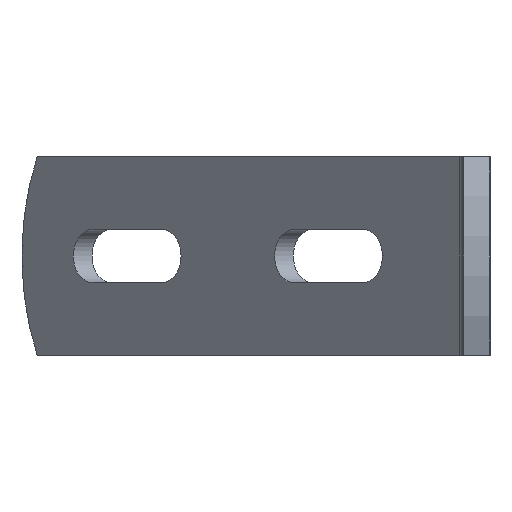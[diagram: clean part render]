
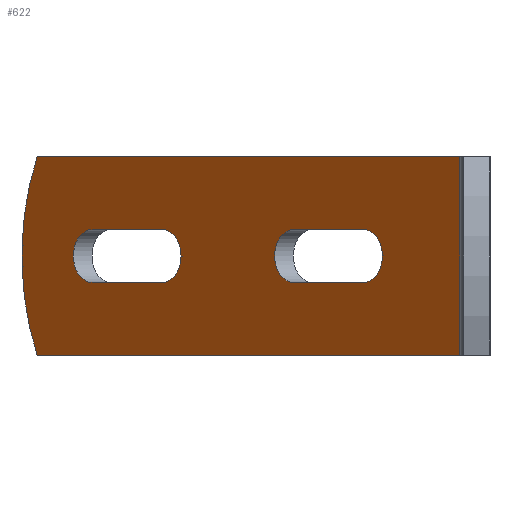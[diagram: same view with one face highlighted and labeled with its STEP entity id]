
A CAD part, left-side view. The second image highlights one B-rep face of the part: STEP entity #622.
In plain terms, the highlighted planar face has unit normal (-0.707, 0.707, 0).
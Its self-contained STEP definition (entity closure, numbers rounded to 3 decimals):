
#6 = CIRCLE ( 'NONE', #454, 4. ) ;
#10 = CARTESIAN_POINT ( 'NONE',  ( 61.505, 70.677, -15. ) ) ;
#21 = AXIS2_PLACEMENT_3D ( 'NONE', #407, #926, #711 ) ;
#36 = DIRECTION ( 'NONE',  ( -0.707, -0.707, 0. ) ) ;
#40 = EDGE_CURVE ( 'NONE', #41, #215, #188, .T. ) ;
#41 = VERTEX_POINT ( 'NONE', #223 ) ;
#56 = AXIS2_PLACEMENT_3D ( 'NONE', #857, #204, #196 ) ;
#61 = CARTESIAN_POINT ( 'NONE',  ( 40.315, 49.487, 0. ) ) ;
#67 = ORIENTED_EDGE ( 'NONE', *, *, #650, .F. ) ;
#77 = DIRECTION ( 'NONE',  ( -0.707, -0.707, 0. ) ) ;
#79 = EDGE_CURVE ( 'NONE', #700, #646, #382, .T. ) ;
#85 = DIRECTION ( 'NONE',  ( -0.707, -0.707, 0. ) ) ;
#88 = VERTEX_POINT ( 'NONE', #587 ) ;
#94 = ORIENTED_EDGE ( 'NONE', *, *, #476, .F. ) ;
#102 = CARTESIAN_POINT ( 'NONE',  ( 40.315, 49.487, -4. ) ) ;
#113 = VECTOR ( 'NONE', #591, 1000. ) ;
#114 = LINE ( 'NONE', #177, #185 ) ;
#117 = VERTEX_POINT ( 'NONE', #475 ) ;
#122 = CARTESIAN_POINT ( 'NONE',  ( 9.91, 19.081, 4. ) ) ;
#127 = FACE_BOUND ( 'NONE', #805, .T. ) ;
#136 = FACE_BOUND ( 'NONE', #503, .T. ) ;
#140 = CARTESIAN_POINT ( 'NONE',  ( -4.586, 4.586, 4. ) ) ;
#144 = ORIENTED_EDGE ( 'NONE', *, *, #79, .F. ) ;
#145 = LINE ( 'NONE', #10, #417 ) ;
#154 = ORIENTED_EDGE ( 'NONE', *, *, #236, .F. ) ;
#176 = ORIENTED_EDGE ( 'NONE', *, *, #888, .F. ) ;
#177 = CARTESIAN_POINT ( 'NONE',  ( -4.586, 4.586, 15. ) ) ;
#185 = VECTOR ( 'NONE', #36, 1000. ) ;
#186 = CARTESIAN_POINT ( 'NONE',  ( -4.586, 4.586, -4. ) ) ;
#188 = CIRCLE ( 'NONE', #626, 35.88 ) ;
#195 = VERTEX_POINT ( 'NONE', #712 ) ;
#196 = DIRECTION ( 'NONE',  ( -0.707, -0.707, 0. ) ) ;
#199 = DIRECTION ( 'NONE',  ( -0.707, -0.707, 0. ) ) ;
#200 = CARTESIAN_POINT ( 'NONE',  ( 50.922, 60.094, 4. ) ) ;
#203 = CIRCLE ( 'NONE', #903, 35.88 ) ;
#204 = DIRECTION ( 'NONE',  ( -0.707, 0.707, 0. ) ) ;
#215 = VERTEX_POINT ( 'NONE', #708 ) ;
#220 = CARTESIAN_POINT ( 'NONE',  ( 9.91, 19.081, 0. ) ) ;
#223 = CARTESIAN_POINT ( 'NONE',  ( 61.505, 70.677, 1.534 ) ) ;
#232 = VERTEX_POINT ( 'NONE', #200 ) ;
#233 = CARTESIAN_POINT ( 'NONE',  ( -4.586, 4.586, -15. ) ) ;
#236 = EDGE_CURVE ( 'NONE', #498, #523, #203, .T. ) ;
#240 = DIRECTION ( 'NONE',  ( -0.707, -0.707, 0. ) ) ;
#254 = DIRECTION ( 'NONE',  ( -0.707, -0.707, 0. ) ) ;
#264 = AXIS2_PLACEMENT_3D ( 'NONE', #61, #935, #199 ) ;
#277 = CIRCLE ( 'NONE', #590, 4. ) ;
#294 = CARTESIAN_POINT ( 'NONE',  ( 50.922, 60.094, 0. ) ) ;
#303 = DIRECTION ( 'NONE',  ( -0.707, 0.707, 0. ) ) ;
#319 = CARTESIAN_POINT ( 'NONE',  ( 20.517, 29.688, 4. ) ) ;
#323 = CARTESIAN_POINT ( 'NONE',  ( 37.487, 46.659, 0. ) ) ;
#334 = DIRECTION ( 'NONE',  ( -0.707, -0.707, 0. ) ) ;
#366 = ORIENTED_EDGE ( 'NONE', *, *, #449, .F. ) ;
#382 = CIRCLE ( 'NONE', #477, 4. ) ;
#400 = CARTESIAN_POINT ( 'NONE',  ( 9.91, 19.081, -4. ) ) ;
#407 = CARTESIAN_POINT ( 'NONE',  ( -4.586, 4.586, -15. ) ) ;
#417 = VECTOR ( 'NONE', #589, 1000. ) ;
#418 = VECTOR ( 'NONE', #240, 1000. ) ;
#419 = ORIENTED_EDGE ( 'NONE', *, *, #674, .F. ) ;
#422 = CARTESIAN_POINT ( 'NONE',  ( 20.517, 29.688, -4. ) ) ;
#430 = ORIENTED_EDGE ( 'NONE', *, *, #40, .F. ) ;
#435 = VECTOR ( 'NONE', #778, 1000. ) ;
#437 = LINE ( 'NONE', #515, #664 ) ;
#447 = DIRECTION ( 'NONE',  ( 0.707, 0.707, 0. ) ) ;
#449 = EDGE_CURVE ( 'NONE', #232, #88, #277, .T. ) ;
#454 = AXIS2_PLACEMENT_3D ( 'NONE', #220, #727, #85 ) ;
#462 = LINE ( 'NONE', #597, #418 ) ;
#475 = CARTESIAN_POINT ( 'NONE',  ( -4.586, 4.586, -15. ) ) ;
#476 = EDGE_CURVE ( 'NONE', #195, #232, #500, .T. ) ;
#477 = AXIS2_PLACEMENT_3D ( 'NONE', #660, #303, #611 ) ;
#487 = DIRECTION ( 'NONE',  ( 0.707, -0.707, 0. ) ) ;
#491 = CARTESIAN_POINT ( 'NONE',  ( 36.157, 45.329, 0. ) ) ;
#498 = VERTEX_POINT ( 'NONE', #506 ) ;
#500 = LINE ( 'NONE', #891, #113 ) ;
#502 = ORIENTED_EDGE ( 'NONE', *, *, #923, .T. ) ;
#503 = EDGE_LOOP ( 'NONE', ( #366, #94, #419, #176, #547 ) ) ;
#506 = CARTESIAN_POINT ( 'NONE',  ( 59.205, 68.377, -15. ) ) ;
#508 = ORIENTED_EDGE ( 'NONE', *, *, #870, .F. ) ;
#515 = CARTESIAN_POINT ( 'NONE',  ( -4.586, 4.586, -4. ) ) ;
#523 = VERTEX_POINT ( 'NONE', #752 ) ;
#531 = VERTEX_POINT ( 'NONE', #319 ) ;
#543 = VERTEX_POINT ( 'NONE', #901 ) ;
#547 = ORIENTED_EDGE ( 'NONE', *, *, #788, .F. ) ;
#548 = CARTESIAN_POINT ( 'NONE',  ( 7.081, 16.253, 0. ) ) ;
#554 = LINE ( 'NONE', #186, #435 ) ;
#560 = EDGE_CURVE ( 'NONE', #215, #543, #114, .T. ) ;
#574 = VERTEX_POINT ( 'NONE', #323 ) ;
#584 = DIRECTION ( 'NONE',  ( -0.707, -0.707, 0. ) ) ;
#587 = CARTESIAN_POINT ( 'NONE',  ( 50.922, 60.094, -4. ) ) ;
#589 = DIRECTION ( 'NONE',  ( 0., 0., 1. ) ) ;
#590 = AXIS2_PLACEMENT_3D ( 'NONE', #294, #812, #77 ) ;
#591 = DIRECTION ( 'NONE',  ( 0.707, 0.707, 0. ) ) ;
#597 = CARTESIAN_POINT ( 'NONE',  ( -4.586, 4.586, -15. ) ) ;
#611 = DIRECTION ( 'NONE',  ( -0.707, -0.707, 0. ) ) ;
#614 = EDGE_CURVE ( 'NONE', #498, #117, #462, .T. ) ;
#615 = ORIENTED_EDGE ( 'NONE', *, *, #614, .T. ) ;
#618 = CARTESIAN_POINT ( 'NONE',  ( 36.157, 45.329, 0. ) ) ;
#622 = ADVANCED_FACE ( 'NONE', ( #136, #127, #632 ), #694, .T. ) ;
#623 = ORIENTED_EDGE ( 'NONE', *, *, #669, .F. ) ;
#626 = AXIS2_PLACEMENT_3D ( 'NONE', #618, #882, #254 ) ;
#632 = FACE_OUTER_BOUND ( 'NONE', #769, .T. ) ;
#646 = VERTEX_POINT ( 'NONE', #548 ) ;
#648 = DIRECTION ( 'NONE',  ( -0.707, 0.707, 0. ) ) ;
#650 = EDGE_CURVE ( 'NONE', #531, #725, #865, .T. ) ;
#660 = CARTESIAN_POINT ( 'NONE',  ( 9.91, 19.081, 0. ) ) ;
#664 = VECTOR ( 'NONE', #584, 1000. ) ;
#669 = EDGE_CURVE ( 'NONE', #725, #700, #554, .T. ) ;
#674 = EDGE_CURVE ( 'NONE', #574, #195, #679, .T. ) ;
#679 = CIRCLE ( 'NONE', #264, 4. ) ;
#683 = ORIENTED_EDGE ( 'NONE', *, *, #912, .F. ) ;
#694 = PLANE ( 'NONE',  #21 ) ;
#700 = VERTEX_POINT ( 'NONE', #400 ) ;
#708 = CARTESIAN_POINT ( 'NONE',  ( 59.205, 68.377, 15. ) ) ;
#711 = DIRECTION ( 'NONE',  ( -0.707, -0.707, 0. ) ) ;
#712 = CARTESIAN_POINT ( 'NONE',  ( 40.315, 49.487, 4. ) ) ;
#724 = VECTOR ( 'NONE', #447, 1000. ) ;
#725 = VERTEX_POINT ( 'NONE', #422 ) ;
#727 = DIRECTION ( 'NONE',  ( -0.707, 0.707, 0. ) ) ;
#737 = CARTESIAN_POINT ( 'NONE',  ( 40.315, 49.487, 0. ) ) ;
#752 = CARTESIAN_POINT ( 'NONE',  ( 61.505, 70.677, -1.534 ) ) ;
#754 = CIRCLE ( 'NONE', #924, 4. ) ;
#760 = VERTEX_POINT ( 'NONE', #122 ) ;
#769 = EDGE_LOOP ( 'NONE', ( #154, #615, #502, #915, #430, #683 ) ) ;
#778 = DIRECTION ( 'NONE',  ( -0.707, -0.707, 0. ) ) ;
#788 = EDGE_CURVE ( 'NONE', #88, #925, #437, .T. ) ;
#796 = DIRECTION ( 'NONE',  ( -0.707, -0.707, 0. ) ) ;
#805 = EDGE_LOOP ( 'NONE', ( #67, #508, #892, #144, #623 ) ) ;
#806 = LINE ( 'NONE', #140, #724 ) ;
#812 = DIRECTION ( 'NONE',  ( -0.707, 0.707, 0. ) ) ;
#824 = LINE ( 'NONE', #233, #910 ) ;
#833 = DIRECTION ( 'NONE',  ( 0., 0., 1. ) ) ;
#834 = EDGE_CURVE ( 'NONE', #646, #760, #6, .T. ) ;
#857 = CARTESIAN_POINT ( 'NONE',  ( 20.517, 29.688, 0. ) ) ;
#865 = CIRCLE ( 'NONE', #56, 4. ) ;
#870 = EDGE_CURVE ( 'NONE', #760, #531, #806, .T. ) ;
#882 = DIRECTION ( 'NONE',  ( 0.707, -0.707, 0. ) ) ;
#888 = EDGE_CURVE ( 'NONE', #925, #574, #754, .T. ) ;
#891 = CARTESIAN_POINT ( 'NONE',  ( -4.586, 4.586, 4. ) ) ;
#892 = ORIENTED_EDGE ( 'NONE', *, *, #834, .F. ) ;
#901 = CARTESIAN_POINT ( 'NONE',  ( -4.586, 4.586, 15. ) ) ;
#903 = AXIS2_PLACEMENT_3D ( 'NONE', #491, #487, #334 ) ;
#910 = VECTOR ( 'NONE', #833, 1000. ) ;
#912 = EDGE_CURVE ( 'NONE', #523, #41, #145, .T. ) ;
#915 = ORIENTED_EDGE ( 'NONE', *, *, #560, .F. ) ;
#923 = EDGE_CURVE ( 'NONE', #117, #543, #824, .T. ) ;
#924 = AXIS2_PLACEMENT_3D ( 'NONE', #737, #648, #796 ) ;
#925 = VERTEX_POINT ( 'NONE', #102 ) ;
#926 = DIRECTION ( 'NONE',  ( -0.707, 0.707, 0. ) ) ;
#935 = DIRECTION ( 'NONE',  ( -0.707, 0.707, 0. ) ) ;
